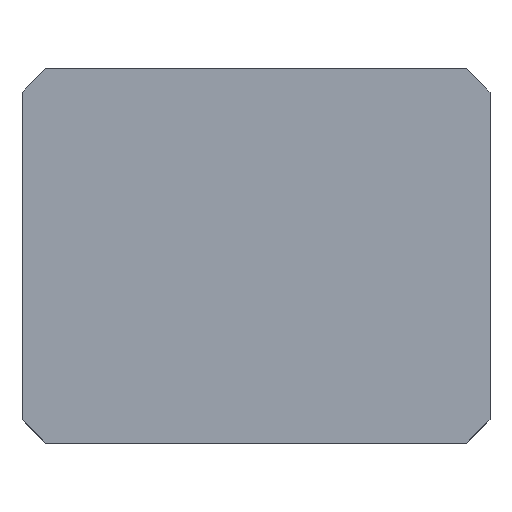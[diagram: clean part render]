
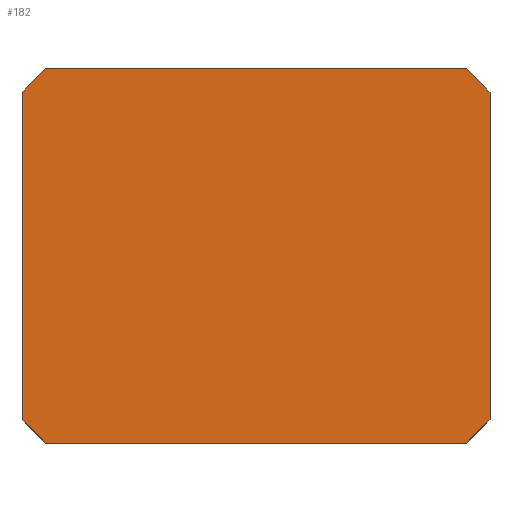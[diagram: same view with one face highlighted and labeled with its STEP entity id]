
A CAD part, top view. The second image highlights one B-rep face of the part: STEP entity #182.
In plain terms, the highlighted planar face has unit normal (0, 0, 1).
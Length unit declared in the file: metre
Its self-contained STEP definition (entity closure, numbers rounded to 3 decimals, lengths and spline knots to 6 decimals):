
#28=ORIENTED_EDGE('',*,*,#62,.F.);
#29=ORIENTED_EDGE('',*,*,#76,.T.);
#30=ORIENTED_EDGE('',*,*,#64,.T.);
#31=ORIENTED_EDGE('',*,*,#77,.T.);
#32=ORIENTED_EDGE('',*,*,#68,.T.);
#33=ORIENTED_EDGE('',*,*,#78,.T.);
#34=ORIENTED_EDGE('',*,*,#74,.F.);
#35=ORIENTED_EDGE('',*,*,#79,.T.);
#62=EDGE_CURVE('',#86,#87,#102,.T.);
#64=EDGE_CURVE('',#88,#89,#104,.T.);
#68=EDGE_CURVE('',#92,#93,#108,.T.);
#74=EDGE_CURVE('',#98,#99,#114,.T.);
#76=EDGE_CURVE('',#86,#88,#116,.T.);
#77=EDGE_CURVE('',#89,#92,#117,.F.);
#78=EDGE_CURVE('',#93,#99,#118,.T.);
#79=EDGE_CURVE('',#98,#87,#119,.F.);
#86=VERTEX_POINT('',#263);
#87=VERTEX_POINT('',#265);
#88=VERTEX_POINT('',#269);
#89=VERTEX_POINT('',#270);
#92=VERTEX_POINT('',#278);
#93=VERTEX_POINT('',#279);
#98=VERTEX_POINT('',#290);
#99=VERTEX_POINT('',#292);
#102=LINE('',#264,#126);
#104=LINE('',#268,#128);
#108=LINE('',#277,#132);
#114=LINE('',#291,#138);
#116=LINE('',#295,#140);
#117=LINE('',#296,#141);
#118=LINE('',#297,#142);
#119=LINE('',#298,#143);
#126=VECTOR('',#217,1.);
#128=VECTOR('',#221,1.);
#132=VECTOR('',#227,1.);
#138=VECTOR('',#235,1.);
#140=VECTOR('',#239,1.);
#141=VECTOR('',#240,1.);
#142=VECTOR('',#241,1.);
#143=VECTOR('',#242,1.);
#152=EDGE_LOOP('',(#28,#29,#30,#31,#32,#33,#34,#35));
#162=FACE_BOUND('',#152,.T.);
#172=PLANE('',#205);
#182=ADVANCED_FACE('',(#162),#172,.T.);
#205=AXIS2_PLACEMENT_3D('',#294,#237,#238);
#217=DIRECTION('',(-1.,0.,0.));
#221=DIRECTION('',(0.,1.,0.));
#227=DIRECTION('',(-1.,0.,0.));
#235=DIRECTION('',(0.,1.,0.));
#237=DIRECTION('',(0.,0.,1.));
#238=DIRECTION('',(1.,0.,0.));
#239=DIRECTION('',(0.707,0.707,0.));
#240=DIRECTION('',(0.707,-0.707,0.));
#241=DIRECTION('',(-0.707,-0.707,0.));
#242=DIRECTION('',(-0.707,0.707,0.));
#263=CARTESIAN_POINT('',(0.0009,-0.0008,0.0008));
#264=CARTESIAN_POINT('',(0.,-0.0008,0.0008));
#265=CARTESIAN_POINT('',(-0.0009,-0.0008,0.0008));
#268=CARTESIAN_POINT('',(0.001,0.,0.0008));
#269=CARTESIAN_POINT('',(0.001,-0.0007,0.0008));
#270=CARTESIAN_POINT('',(0.001,0.0007,0.0008));
#277=CARTESIAN_POINT('',(0.,0.0008,0.0008));
#278=CARTESIAN_POINT('',(0.0009,0.0008,0.0008));
#279=CARTESIAN_POINT('',(-0.0009,0.0008,0.0008));
#290=CARTESIAN_POINT('',(-0.001,-0.0007,0.0008));
#291=CARTESIAN_POINT('',(-0.001,0.,0.0008));
#292=CARTESIAN_POINT('',(-0.001,0.0007,0.0008));
#294=CARTESIAN_POINT('',(0.,0.,0.0008));
#295=CARTESIAN_POINT('',(0.00085,-0.00085,0.0008));
#296=CARTESIAN_POINT('',(0.00085,0.00085,0.0008));
#297=CARTESIAN_POINT('',(-0.00085,0.00085,0.0008));
#298=CARTESIAN_POINT('',(-0.00085,-0.00085,0.0008));
